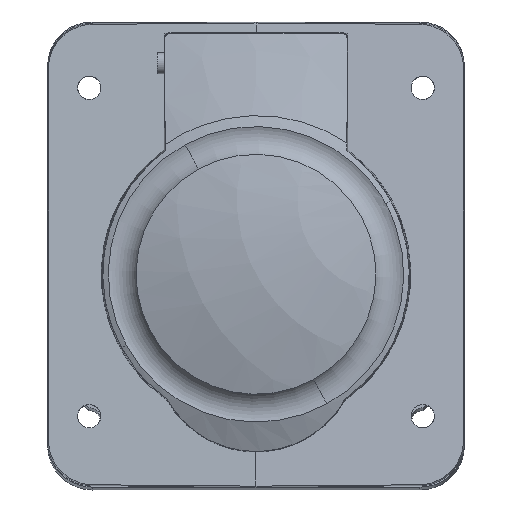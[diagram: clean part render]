
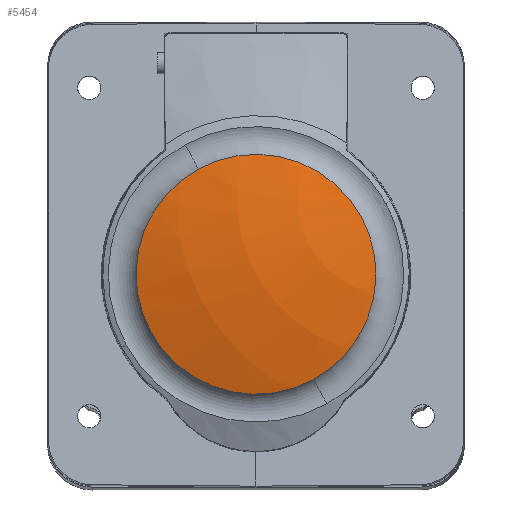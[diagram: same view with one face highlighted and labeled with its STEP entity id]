
A CAD part, front view. The second image highlights one B-rep face of the part: STEP entity #5454.
In plain terms, the highlighted spherical face has radius 80 mm.
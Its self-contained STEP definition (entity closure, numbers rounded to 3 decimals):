
#886=CARTESIAN_POINT('',(0.,-8.907,
0.));
#887=DIRECTION('',(0.,1.,0.));
#888=DIRECTION('',(-0.479,0.,0.878));
#889=AXIS2_PLACEMENT_3D('',#886,#887,#888);
#891=CARTESIAN_POINT('',(0.,-8.907,
0.));
#892=DIRECTION('',(0.,1.,0.));
#893=DIRECTION('',(0.479,0.,-0.878));
#894=AXIS2_PLACEMENT_3D('',#891,#892,#893);
#4054=CARTESIAN_POINT('',(-10.351,-8.907,
18.948));
#4056=VERTEX_POINT('',#4054);
#4059=CARTESIAN_POINT('',(10.351,-8.907,
-18.948));
#4061=VERTEX_POINT('',#4059);
#5445=CARTESIAN_POINT('',(0.,68.124,
0.));
#5446=DIRECTION('',(0.294,-0.942,0.16));
#5447=DIRECTION('',(0.827,0.335,0.452));
#5448=AXIS2_PLACEMENT_3D('',#5445,#5446,#5447);
#5449=SPHERICAL_SURFACE('',#5448,80.);
#5450=ORIENTED_EDGE('',*,*,#5426,.T.);
#5451=ORIENTED_EDGE('',*,*,#5440,.T.);
#5452=EDGE_LOOP('',(#5450,#5451));
#5453=FACE_OUTER_BOUND('',#5452,.F.);
#5454=ADVANCED_FACE('',(#5453),#5449,.T.);
#890=CIRCLE('',#889,21.591);
#895=CIRCLE('',#894,21.591);
#5426=EDGE_CURVE('',#4056,#4061,#890,.T.);
#5440=EDGE_CURVE('',#4061,#4056,#895,.T.);
